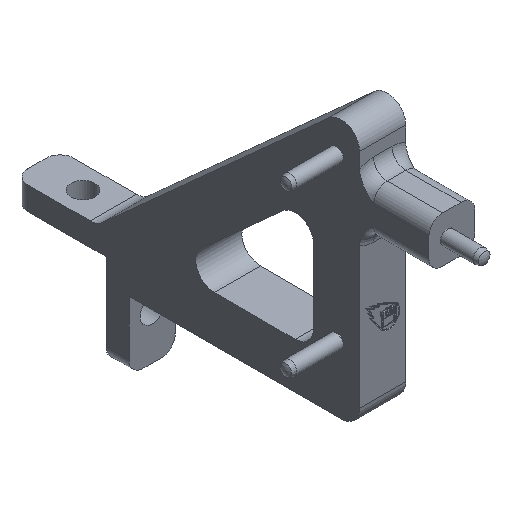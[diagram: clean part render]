
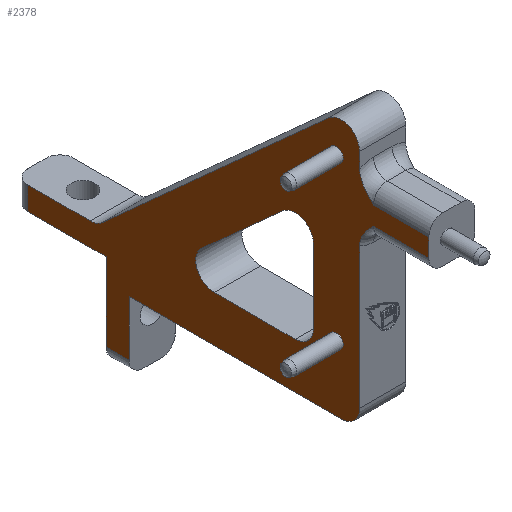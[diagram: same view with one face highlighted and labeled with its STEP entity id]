
A CAD part, isometric view. The second image highlights one B-rep face of the part: STEP entity #2378.
In plain terms, the highlighted planar face has unit normal (-1, 0, 0).
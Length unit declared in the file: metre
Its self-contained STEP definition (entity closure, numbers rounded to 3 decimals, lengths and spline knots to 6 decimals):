
#89=CIRCLE('',#2552,0.00145);
#90=CIRCLE('',#2553,0.00145);
#91=CIRCLE('',#2554,0.004);
#92=CIRCLE('',#2555,0.004);
#93=CIRCLE('',#2556,0.004);
#94=CIRCLE('',#2557,0.004);
#95=CIRCLE('',#2558,0.004);
#96=CIRCLE('',#2559,0.004);
#154=B_SPLINE_CURVE_WITH_KNOTS('',3,(#3546,#3547,#3548,#3549,#3550),
 .UNSPECIFIED.,.F.,.F.,(4,1,4),(0.,0.003071,0.006142),
 .UNSPECIFIED.);
#155=B_SPLINE_CURVE_WITH_KNOTS('',3,(#3558,#3559,#3560,#3561,#3562),
 .UNSPECIFIED.,.F.,.F.,(4,1,4),(0.,0.003071,0.006142),
 .UNSPECIFIED.);
#240=ORIENTED_EDGE('',*,*,#929,.T.);
#241=ORIENTED_EDGE('',*,*,#930,.T.);
#242=ORIENTED_EDGE('',*,*,#931,.F.);
#243=ORIENTED_EDGE('',*,*,#932,.T.);
#244=ORIENTED_EDGE('',*,*,#933,.F.);
#245=ORIENTED_EDGE('',*,*,#921,.T.);
#246=ORIENTED_EDGE('',*,*,#934,.T.);
#247=ORIENTED_EDGE('',*,*,#882,.T.);
#248=ORIENTED_EDGE('',*,*,#935,.T.);
#249=ORIENTED_EDGE('',*,*,#936,.T.);
#250=ORIENTED_EDGE('',*,*,#937,.T.);
#251=ORIENTED_EDGE('',*,*,#938,.T.);
#252=ORIENTED_EDGE('',*,*,#939,.T.);
#253=ORIENTED_EDGE('',*,*,#886,.T.);
#254=ORIENTED_EDGE('',*,*,#940,.T.);
#255=ORIENTED_EDGE('',*,*,#924,.T.);
#256=ORIENTED_EDGE('',*,*,#941,.T.);
#257=ORIENTED_EDGE('',*,*,#942,.F.);
#258=ORIENTED_EDGE('',*,*,#943,.T.);
#259=ORIENTED_EDGE('',*,*,#944,.F.);
#260=ORIENTED_EDGE('',*,*,#914,.F.);
#261=ORIENTED_EDGE('',*,*,#945,.T.);
#262=ORIENTED_EDGE('',*,*,#918,.F.);
#263=ORIENTED_EDGE('',*,*,#946,.T.);
#264=ORIENTED_EDGE('',*,*,#926,.F.);
#265=ORIENTED_EDGE('',*,*,#947,.T.);
#882=EDGE_CURVE('',#1231,#1230,#1462,.T.);
#886=EDGE_CURVE('',#1234,#1235,#1465,.T.);
#914=EDGE_CURVE('',#1260,#1261,#1483,.T.);
#918=EDGE_CURVE('',#1262,#1263,#1487,.T.);
#921=EDGE_CURVE('',#1265,#1264,#1490,.T.);
#924=EDGE_CURVE('',#1267,#1266,#1493,.T.);
#926=EDGE_CURVE('',#1268,#1269,#1495,.T.);
#929=EDGE_CURVE('',#1270,#1270,#89,.F.);
#930=EDGE_CURVE('',#1271,#1271,#90,.F.);
#931=EDGE_CURVE('',#1272,#1273,#1498,.T.);
#932=EDGE_CURVE('',#1272,#1274,#1499,.F.);
#933=EDGE_CURVE('',#1265,#1274,#1500,.T.);
#934=EDGE_CURVE('',#1264,#1231,#91,.T.);
#935=EDGE_CURVE('',#1230,#1275,#154,.T.);
#936=EDGE_CURVE('',#1275,#1276,#1501,.F.);
#937=EDGE_CURVE('',#1276,#1277,#1502,.T.);
#938=EDGE_CURVE('',#1277,#1278,#1503,.T.);
#939=EDGE_CURVE('',#1278,#1234,#155,.F.);
#940=EDGE_CURVE('',#1235,#1267,#92,.T.);
#941=EDGE_CURVE('',#1266,#1279,#93,.F.);
#942=EDGE_CURVE('',#1280,#1279,#1504,.T.);
#943=EDGE_CURVE('',#1280,#1281,#1505,.F.);
#944=EDGE_CURVE('',#1273,#1281,#1506,.T.);
#945=EDGE_CURVE('',#1260,#1263,#94,.F.);
#946=EDGE_CURVE('',#1262,#1269,#95,.F.);
#947=EDGE_CURVE('',#1268,#1261,#96,.F.);
#1230=VERTEX_POINT('',#3432);
#1231=VERTEX_POINT('',#3434);
#1234=VERTEX_POINT('',#3442);
#1235=VERTEX_POINT('',#3443);
#1260=VERTEX_POINT('',#3506);
#1261=VERTEX_POINT('',#3507);
#1262=VERTEX_POINT('',#3512);
#1263=VERTEX_POINT('',#3514);
#1264=VERTEX_POINT('',#3518);
#1265=VERTEX_POINT('',#3520);
#1266=VERTEX_POINT('',#3524);
#1267=VERTEX_POINT('',#3526);
#1268=VERTEX_POINT('',#3530);
#1269=VERTEX_POINT('',#3531);
#1270=VERTEX_POINT('',#3536);
#1271=VERTEX_POINT('',#3538);
#1272=VERTEX_POINT('',#3540);
#1273=VERTEX_POINT('',#3541);
#1274=VERTEX_POINT('',#3543);
#1275=VERTEX_POINT('',#3551);
#1276=VERTEX_POINT('',#3553);
#1277=VERTEX_POINT('',#3555);
#1278=VERTEX_POINT('',#3557);
#1279=VERTEX_POINT('',#3565);
#1280=VERTEX_POINT('',#3567);
#1281=VERTEX_POINT('',#3569);
#1462=LINE('',#3433,#1717);
#1465=LINE('',#3441,#1720);
#1483=LINE('',#3505,#1738);
#1487=LINE('',#3513,#1742);
#1490=LINE('',#3519,#1745);
#1493=LINE('',#3525,#1748);
#1495=LINE('',#3529,#1750);
#1498=LINE('',#3539,#1753);
#1499=LINE('',#3542,#1754);
#1500=LINE('',#3544,#1755);
#1501=LINE('',#3552,#1756);
#1502=LINE('',#3554,#1757);
#1503=LINE('',#3556,#1758);
#1504=LINE('',#3566,#1759);
#1505=LINE('',#3568,#1760);
#1506=LINE('',#3570,#1761);
#1717=VECTOR('',#2752,1.);
#1720=VECTOR('',#2759,1.);
#1738=VECTOR('',#2797,1.);
#1742=VECTOR('',#2803,1.);
#1745=VECTOR('',#2808,1.);
#1748=VECTOR('',#2813,1.);
#1750=VECTOR('',#2817,1.);
#1753=VECTOR('',#2826,1.);
#1754=VECTOR('',#2827,1.);
#1755=VECTOR('',#2828,1.);
#1756=VECTOR('',#2831,1.);
#1757=VECTOR('',#2832,1.);
#1758=VECTOR('',#2833,1.);
#1759=VECTOR('',#2838,1.);
#1760=VECTOR('',#2839,1.);
#1761=VECTOR('',#2840,1.);
#1971=EDGE_LOOP('',(#240));
#1972=EDGE_LOOP('',(#241));
#1973=EDGE_LOOP('',(#242,#243,#244,#245,#246,#247,#248,#249,#250,#251,#252,
#253,#254,#255,#256,#257,#258,#259));
#1974=EDGE_LOOP('',(#260,#261,#262,#263,#264,#265));
#2132=FACE_BOUND('',#1971,.T.);
#2133=FACE_BOUND('',#1972,.T.);
#2134=FACE_BOUND('',#1973,.T.);
#2135=FACE_BOUND('',#1974,.T.);
#2291=PLANE('',#2551);
#2378=ADVANCED_FACE('',(#2132,#2133,#2134,#2135),#2291,.T.);
#2551=AXIS2_PLACEMENT_3D('',#3534,#2820,#2821);
#2552=AXIS2_PLACEMENT_3D('',#3535,#2822,#2823);
#2553=AXIS2_PLACEMENT_3D('',#3537,#2824,#2825);
#2554=AXIS2_PLACEMENT_3D('',#3545,#2829,#2830);
#2555=AXIS2_PLACEMENT_3D('',#3563,#2834,#2835);
#2556=AXIS2_PLACEMENT_3D('',#3564,#2836,#2837);
#2557=AXIS2_PLACEMENT_3D('',#3571,#2841,#2842);
#2558=AXIS2_PLACEMENT_3D('',#3572,#2843,#2844);
#2559=AXIS2_PLACEMENT_3D('',#3573,#2845,#2846);
#2752=DIRECTION('',(0.,0.,1.));
#2759=DIRECTION('',(0.,0.,1.));
#2797=DIRECTION('',(0.,-1.,0.));
#2803=DIRECTION('',(0.,0.743,-0.669));
#2808=DIRECTION('',(0.,-1.,0.));
#2813=DIRECTION('',(0.,0.743,-0.669));
#2817=DIRECTION('',(0.,0.,1.));
#2820=DIRECTION('',(-1.,0.,0.));
#2821=DIRECTION('',(0.,0.,1.));
#2822=DIRECTION('',(-1.,0.,0.));
#2823=DIRECTION('',(0.,0.,1.));
#2824=DIRECTION('',(-1.,0.,0.));
#2825=DIRECTION('',(0.,0.,1.));
#2826=DIRECTION('',(0.,0.,1.));
#2827=DIRECTION('',(0.,1.,0.));
#2828=DIRECTION('',(0.,0.,-1.));
#2829=DIRECTION('',(-1.,0.,0.));
#2830=DIRECTION('',(0.,0.,1.));
#2831=DIRECTION('',(0.,1.,0.));
#2832=DIRECTION('',(0.,0.,1.));
#2833=DIRECTION('',(0.,1.,0.));
#2834=DIRECTION('',(-1.,0.,0.));
#2835=DIRECTION('',(0.,0.,1.));
#2836=DIRECTION('',(-1.,0.,0.));
#2837=DIRECTION('',(0.,0.,1.));
#2838=DIRECTION('',(0.,-1.,0.));
#2839=DIRECTION('',(0.,0.,1.));
#2840=DIRECTION('',(0.,1.,0.));
#2841=DIRECTION('',(-1.,0.,0.));
#2842=DIRECTION('',(0.,0.,1.));
#2843=DIRECTION('',(-1.,0.,0.));
#2844=DIRECTION('',(0.,0.,1.));
#2845=DIRECTION('',(-1.,0.,0.));
#2846=DIRECTION('',(0.,0.,1.));
#3432=CARTESIAN_POINT('',(-0.005,-0.055,0.029504));
#3433=CARTESIAN_POINT('',(-0.005,-0.055,0.026208));
#3434=CARTESIAN_POINT('',(-0.005,-0.055,-0.001));
#3441=CARTESIAN_POINT('',(-0.005,-0.055,0.026208));
#3442=CARTESIAN_POINT('',(-0.005,-0.055,0.043896));
#3443=CARTESIAN_POINT('',(-0.005,-0.055,0.047245));
#3505=CARTESIAN_POINT('',(-0.005,-0.024809,0.005));
#3506=CARTESIAN_POINT('',(-0.005,-0.023454,0.005));
#3507=CARTESIAN_POINT('',(-0.005,-0.041,0.005));
#3512=CARTESIAN_POINT('',(-0.005,-0.038324,0.027765));
#3513=CARTESIAN_POINT('',(-0.005,-0.026521,0.017142));
#3514=CARTESIAN_POINT('',(-0.005,-0.020778,0.011973));
#3518=CARTESIAN_POINT('',(-0.005,-0.051,-0.005));
#3519=CARTESIAN_POINT('',(-0.005,-0.024809,-0.005));
#3520=CARTESIAN_POINT('',(-0.005,-0.005,-0.005));
#3524=CARTESIAN_POINT('',(-0.005,0.000778,0.006027));
#3525=CARTESIAN_POINT('',(-0.005,-0.019831,0.024575));
#3526=CARTESIAN_POINT('',(-0.005,-0.048324,0.050219));
#3529=CARTESIAN_POINT('',(-0.005,-0.045,0.026208));
#3530=CARTESIAN_POINT('',(-0.005,-0.045,0.009));
#3531=CARTESIAN_POINT('',(-0.005,-0.045,0.024792));
#3534=CARTESIAN_POINT('',(-0.005,0.,0.));
#3535=CARTESIAN_POINT('',(-0.005,-0.05,0.0442));
#3536=CARTESIAN_POINT('',(-0.005,-0.05,0.04565));
#3537=CARTESIAN_POINT('',(-0.005,-0.05,0.0092));
#3538=CARTESIAN_POINT('',(-0.005,-0.05,0.01065));
#3539=CARTESIAN_POINT('',(-0.005,0.,-0.012366));
#3540=CARTESIAN_POINT('',(-0.005,0.,-0.017));
#3541=CARTESIAN_POINT('',(-0.005,0.,0.));
#3542=CARTESIAN_POINT('',(-0.005,0.,-0.017));
#3543=CARTESIAN_POINT('',(-0.005,-0.005,-0.017));
#3544=CARTESIAN_POINT('',(-0.005,-0.005,-0.012366));
#3545=CARTESIAN_POINT('',(-0.005,-0.051,-0.001));
#3546=CARTESIAN_POINT('',(-0.005,-0.055,0.029504));
#3547=CARTESIAN_POINT('',(-0.005,-0.055,0.030544));
#3548=CARTESIAN_POINT('',(-0.005,-0.055801,0.032504));
#3549=CARTESIAN_POINT('',(-0.005,-0.057276,0.033976));
#3550=CARTESIAN_POINT('',(-0.005,-0.058,0.0347));
#3551=CARTESIAN_POINT('',(-0.005,-0.058,0.0347));
#3552=CARTESIAN_POINT('',(-0.005,-0.07,0.0347));
#3553=CARTESIAN_POINT('',(-0.005,-0.07,0.0347));
#3554=CARTESIAN_POINT('',(-0.005,-0.07,0.026208));
#3555=CARTESIAN_POINT('',(-0.005,-0.07,0.0387));
#3556=CARTESIAN_POINT('',(-0.005,0.,0.0387));
#3557=CARTESIAN_POINT('',(-0.005,-0.058,0.0387));
#3558=CARTESIAN_POINT('',(-0.005,-0.055,0.043896));
#3559=CARTESIAN_POINT('',(-0.005,-0.055,0.042856));
#3560=CARTESIAN_POINT('',(-0.005,-0.055801,0.040896));
#3561=CARTESIAN_POINT('',(-0.005,-0.057276,0.039424));
#3562=CARTESIAN_POINT('',(-0.005,-0.058,0.0387));
#3563=CARTESIAN_POINT('',(-0.005,-0.051,0.047245));
#3564=CARTESIAN_POINT('',(-0.005,0.003454,0.009));
#3565=CARTESIAN_POINT('',(-0.005,0.003454,0.005));
#3566=CARTESIAN_POINT('',(-0.005,0.010642,0.005));
#3567=CARTESIAN_POINT('',(-0.005,0.017,0.005));
#3568=CARTESIAN_POINT('',(-0.005,0.017,0.));
#3569=CARTESIAN_POINT('',(-0.005,0.017,0.));
#3570=CARTESIAN_POINT('',(-0.005,0.010642,0.));
#3571=CARTESIAN_POINT('',(-0.005,-0.023454,0.009));
#3572=CARTESIAN_POINT('',(-0.005,-0.041,0.024792));
#3573=CARTESIAN_POINT('',(-0.005,-0.041,0.009));
